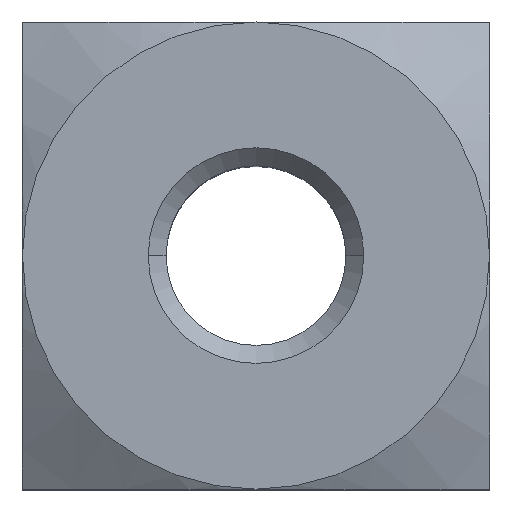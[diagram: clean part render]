
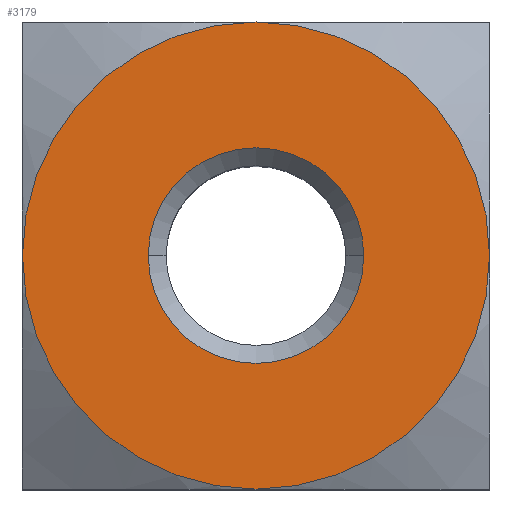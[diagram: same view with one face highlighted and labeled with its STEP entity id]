
A CAD part, top view. The second image highlights one B-rep face of the part: STEP entity #3179.
In plain terms, the highlighted planar face has unit normal (0, 0, 1).
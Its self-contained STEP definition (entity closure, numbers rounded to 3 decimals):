
#35 = EDGE_CURVE ( 'NONE', #2732, #3402, #3668, .T. ) ;
#535 = CARTESIAN_POINT ( 'NONE',  ( -6.5, 0., 13.5 ) ) ;
#550 = CARTESIAN_POINT ( 'NONE',  ( 6.5, 0., 13.5 ) ) ;
#1140 = CARTESIAN_POINT ( 'NONE',  ( 3., 0., 13.5 ) ) ;
#1153 = CARTESIAN_POINT ( 'NONE',  ( 0., 6.5, 13.5 ) ) ;
#1323 = CIRCLE ( 'NONE', #1327, 6.5 ) ;
#1326 = CIRCLE ( 'NONE', #1329, 6.5 ) ;
#1327 = AXIS2_PLACEMENT_3D ( 'NONE', #1686, #1687, #1688 ) ;
#1328 = CIRCLE ( 'NONE', #1331, 6.5 ) ;
#1329 = AXIS2_PLACEMENT_3D ( 'NONE', #1689, #1690, #1691 ) ;
#1330 = CIRCLE ( 'NONE', #1333, 6.5 ) ;
#1331 = AXIS2_PLACEMENT_3D ( 'NONE', #1692, #1693, #1694 ) ;
#1332 = CIRCLE ( 'NONE', #1335, 3. ) ;
#1333 = AXIS2_PLACEMENT_3D ( 'NONE', #1697, #1698, #1699 ) ;
#1335 = AXIS2_PLACEMENT_3D ( 'NONE', #1702, #1703, #1704 ) ;
#1353 = AXIS2_PLACEMENT_3D ( 'NONE', #1750, #1757, #1758 ) ;
#1686 = CARTESIAN_POINT ( 'NONE',  ( 0., 0., 13.5 ) ) ;
#1687 = DIRECTION ( 'NONE',  ( 0., 0., 1. ) ) ;
#1688 = DIRECTION ( 'NONE',  ( 1., 0., 0. ) ) ;
#1689 = CARTESIAN_POINT ( 'NONE',  ( 0., 0., 13.5 ) ) ;
#1690 = DIRECTION ( 'NONE',  ( 0., 0., 1. ) ) ;
#1691 = DIRECTION ( 'NONE',  ( 1., 0., 0. ) ) ;
#1692 = CARTESIAN_POINT ( 'NONE',  ( 0., 0., 13.5 ) ) ;
#1693 = DIRECTION ( 'NONE',  ( 0., 0., -1. ) ) ;
#1694 = DIRECTION ( 'NONE',  ( -1., 0., 0. ) ) ;
#1697 = CARTESIAN_POINT ( 'NONE',  ( 0., 0., 13.5 ) ) ;
#1698 = DIRECTION ( 'NONE',  ( 0., 0., 1. ) ) ;
#1699 = DIRECTION ( 'NONE',  ( 1., 0., 0. ) ) ;
#1702 = CARTESIAN_POINT ( 'NONE',  ( 0., 0., 13.5 ) ) ;
#1703 = DIRECTION ( 'NONE',  ( 0., 0., -1. ) ) ;
#1704 = DIRECTION ( 'NONE',  ( 1., 0., 0. ) ) ;
#1750 = CARTESIAN_POINT ( 'NONE',  ( -6.5, -6.5, 13.5 ) ) ;
#1753 = FACE_BOUND ( 'NONE', #4097, .T. ) ;
#1754 = FACE_OUTER_BOUND ( 'NONE', #3086, .T. ) ;
#1755 = PLANE ( 'NONE',  #1353 ) ;
#1757 = DIRECTION ( 'NONE',  ( 0., 0., 1. ) ) ;
#1758 = DIRECTION ( 'NONE',  ( 1., 0., 0. ) ) ;
#1930 = CARTESIAN_POINT ( 'NONE',  ( 0., -6.5, 13.5 ) ) ;
#1940 = CARTESIAN_POINT ( 'NONE',  ( -3., 0., 13.5 ) ) ;
#2233 = VERTEX_POINT ( 'NONE', #535 ) ;
#2248 = VERTEX_POINT ( 'NONE', #550 ) ;
#2546 = CARTESIAN_POINT ( 'NONE',  ( 0., 0., 13.5 ) ) ;
#2547 = DIRECTION ( 'NONE',  ( 0., 0., -1. ) ) ;
#2548 = DIRECTION ( 'NONE',  ( 1., 0., 0. ) ) ;
#2732 = VERTEX_POINT ( 'NONE', #1140 ) ;
#2745 = VERTEX_POINT ( 'NONE', #1153 ) ;
#3086 = EDGE_LOOP ( 'NONE', ( #4274, #4273, #4272, #4271 ) ) ;
#3158 = EDGE_CURVE ( 'NONE', #3392, #2248, #1323, .T. ) ;
#3159 = EDGE_CURVE ( 'NONE', #2233, #3392, #1326, .T. ) ;
#3160 = EDGE_CURVE ( 'NONE', #2233, #2745, #1328, .T. ) ;
#3161 = EDGE_CURVE ( 'NONE', #2248, #2745, #1330, .T. ) ;
#3162 = EDGE_CURVE ( 'NONE', #3402, #2732, #1332, .T. ) ;
#3179 = ADVANCED_FACE ( 'NONE', ( #1753, #1754 ), #1755, .T. ) ;
#3392 = VERTEX_POINT ( 'NONE', #1930 ) ;
#3402 = VERTEX_POINT ( 'NONE', #1940 ) ;
#3668 = CIRCLE ( 'NONE', #3692, 3. ) ;
#3692 = AXIS2_PLACEMENT_3D ( 'NONE', #2546, #2547, #2548 ) ;
#4097 = EDGE_LOOP ( 'NONE', ( #4276, #4275 ) ) ;
#4271 = ORIENTED_EDGE ( 'NONE', *, *, #3159, .T. ) ;
#4272 = ORIENTED_EDGE ( 'NONE', *, *, #3160, .F. ) ;
#4273 = ORIENTED_EDGE ( 'NONE', *, *, #3161, .T. ) ;
#4274 = ORIENTED_EDGE ( 'NONE', *, *, #3158, .T. ) ;
#4275 = ORIENTED_EDGE ( 'NONE', *, *, #3162, .T. ) ;
#4276 = ORIENTED_EDGE ( 'NONE', *, *, #35, .T. ) ;
